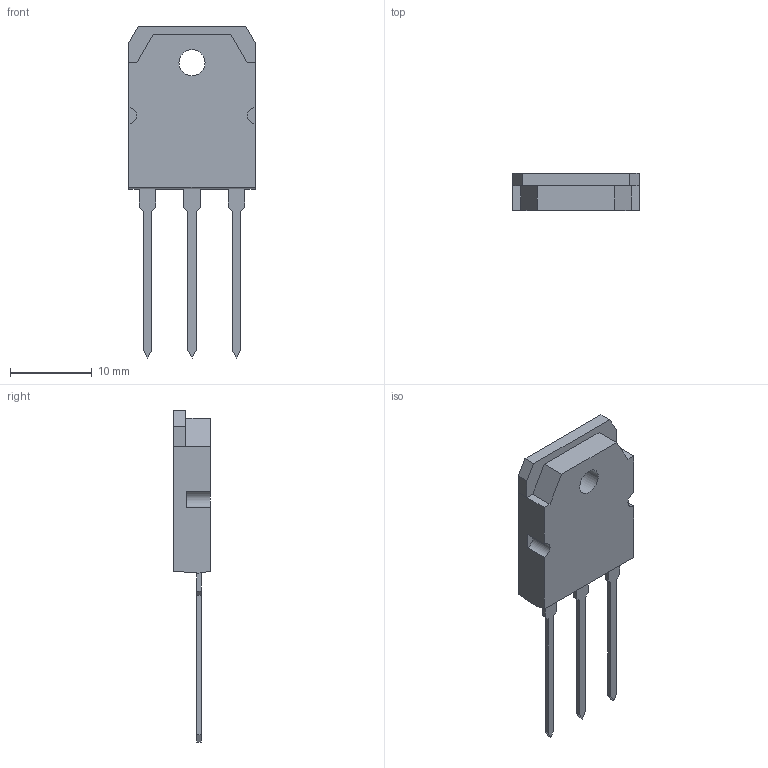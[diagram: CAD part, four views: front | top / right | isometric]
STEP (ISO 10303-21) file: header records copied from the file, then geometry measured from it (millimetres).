
FILE_DESCRIPTION(('FreeCAD Model'),'2;1');
FILE_NAME('TO-3P-3_Vertical.step','2018-04-08T09:23:02',('kicad StepUp'),( 'ksu MCAD'),'Open CASCADE STEP processor 6.8','FreeCAD','Unknown');
FILE_SCHEMA(('AUTOMOTIVE_DESIGN_CC2 { 1 2 10303 214 -1 1 5 4 }'));
Length unit declared in the file: millimetre
Products named in the file (1): TO-3P-3_Vertical
Bounding box: 15.51 x 4.51 x 40.7 mm (x, y, z)
Volume: 1288 mm3; surface area: 1145.9 mm2
Topology: 1 solids, 1 shells, 56 faces, 159 edges, 106 vertices
Faces by surface type: plane 52, cylinder 4
Full cylindrical faces by diameter (mm): 3.2 x1, 3.3 x1
Entity records: 1330 total; most frequent: ORIENTED_EDGE 246, CARTESIAN_POINT 160, EDGE_CURVE 159, LINE 146, VERTEX_POINT 106, DIRECTION 82, AXIS2_PLACEMENT_3D 62, FACE_BOUND 59
